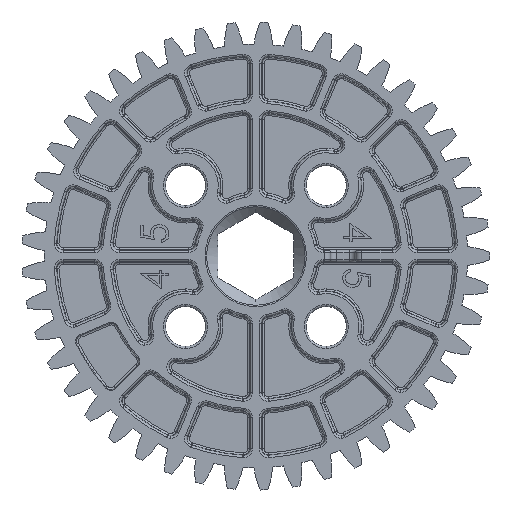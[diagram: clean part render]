
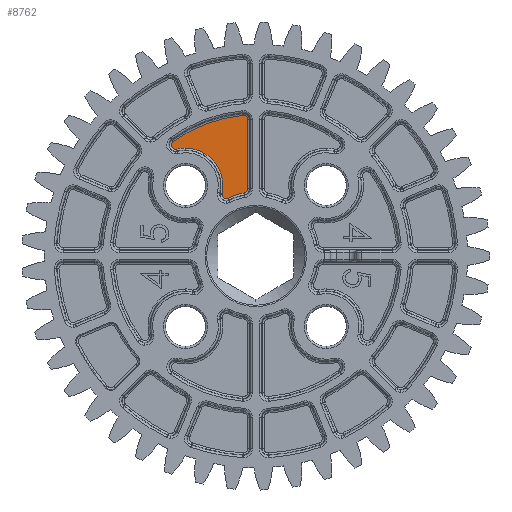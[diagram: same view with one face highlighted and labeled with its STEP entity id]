
A CAD part, left-side view. The second image highlights one B-rep face of the part: STEP entity #8762.
In plain terms, the highlighted planar face has unit normal (-1, 0, 0).
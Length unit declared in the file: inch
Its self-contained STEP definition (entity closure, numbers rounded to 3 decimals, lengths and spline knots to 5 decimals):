
#165 = CARTESIAN_POINT ( 'NONE',  ( -0.03125, 0.0625, 0.68465 ) ) ;
#319 = CARTESIAN_POINT ( 'NONE',  ( -0.03125, 0.0625, 0.33802 ) ) ;
#722 = AXIS2_PLACEMENT_3D ( 'NONE', #48590, #36131, #52633 ) ;
#1659 = EDGE_LOOP ( 'NONE', ( #11231, #8103, #10330, #6639, #15932, #7992, #48363, #10649, #2542, #38599 ) ) ;
#1822 = CARTESIAN_POINT ( 'NONE',  ( -0.03125, 0.0586, 0.31695 ) ) ;
#1905 = DIRECTION ( 'NONE',  ( 0., 0., 1. ) ) ;
#2542 = ORIENTED_EDGE ( 'NONE', *, *, #29725, .T. ) ;
#2774 = CIRCLE ( 'NONE', #47775, 0.02142 ) ;
#3234 = CARTESIAN_POINT ( 'NONE',  ( -0.03125, 0., 0. ) ) ;
#5732 = CIRCLE ( 'NONE', #37751, 0.32233 ) ;
#6639 = ORIENTED_EDGE ( 'NONE', *, *, #23541, .T. ) ;
#7350 = PLANE ( 'NONE',  #41869 ) ;
#7430 = CARTESIAN_POINT ( 'NONE',  ( -0.03125, 0.04108, 0.33802 ) ) ;
#7870 = EDGE_CURVE ( 'NONE', #10172, #47678, #9836, .T. ) ;
#7992 = ORIENTED_EDGE ( 'NONE', *, *, #16346, .T. ) ;
#8103 = ORIENTED_EDGE ( 'NONE', *, *, #7870, .T. ) ;
#8762 = ADVANCED_FACE ( 'NONE', ( #48761 ), #7350, .T. ) ;
#9033 = CARTESIAN_POINT ( 'NONE',  ( -0.03125, 0.04108, 0.68465 ) ) ;
#9836 = CIRCLE ( 'NONE', #30548, 0.02142 ) ;
#9846 = DIRECTION ( 'NONE',  ( 0., 0., 1. ) ) ;
#9917 = CARTESIAN_POINT ( 'NONE',  ( -0.03125, 0.41504, 0.57473 ) ) ;
#10172 = VERTEX_POINT ( 'NONE', #9033 ) ;
#10236 = CIRCLE ( 'NONE', #37898, 0.02142 ) ;
#10330 = ORIENTED_EDGE ( 'NONE', *, *, #35355, .T. ) ;
#10585 = CIRCLE ( 'NONE', #18333, 0.02142 ) ;
#10649 = ORIENTED_EDGE ( 'NONE', *, *, #51815, .T. ) ;
#11231 = ORIENTED_EDGE ( 'NONE', *, *, #25540, .T. ) ;
#13128 = VERTEX_POINT ( 'NONE', #1822 ) ;
#13278 = LINE ( 'NONE', #21927, #19127 ) ;
#13534 = CARTESIAN_POINT ( 'NONE',  ( -0.03125, 0.39749, 0.53653 ) ) ;
#15288 = CARTESIAN_POINT ( 'NONE',  ( -0.03125, 0.35355, 0.54173 ) ) ;
#15932 = ORIENTED_EDGE ( 'NONE', *, *, #23656, .T. ) ;
#16079 = VERTEX_POINT ( 'NONE', #15288 ) ;
#16346 = EDGE_CURVE ( 'NONE', #25560, #16079, #45849, .T. ) ;
#16850 = DIRECTION ( 'NONE',  ( 0., 0., 1. ) ) ;
#17058 = DIRECTION ( 'NONE',  ( 1., 0., 0. ) ) ;
#18333 = AXIS2_PLACEMENT_3D ( 'NONE', #52857, #27982, #23914 ) ;
#18415 = CARTESIAN_POINT ( 'NONE',  ( -0.03125, 0.0625, 0.70608 ) ) ;
#18907 = EDGE_CURVE ( 'NONE', #13128, #42667, #2774, .T. ) ;
#19127 = VECTOR ( 'NONE', #29795, 39.37008 ) ;
#19818 = CARTESIAN_POINT ( 'NONE',  ( -0.03125, 0.40249, 0.55736 ) ) ;
#20905 = DIRECTION ( 'NONE',  ( -1., 0., 0. ) ) ;
#21927 = CARTESIAN_POINT ( 'NONE',  ( -0.03125, 0.04108, 0. ) ) ;
#22003 = CARTESIAN_POINT ( 'NONE',  ( -0.03125, 0.35355, 0.35355 ) ) ;
#22550 = VERTEX_POINT ( 'NONE', #24627 ) ;
#23541 = EDGE_CURVE ( 'NONE', #22550, #48639, #44824, .T. ) ;
#23656 = EDGE_CURVE ( 'NONE', #48639, #25560, #26658, .T. ) ;
#23914 = DIRECTION ( 'NONE',  ( 0., 0., 1. ) ) ;
#24627 = CARTESIAN_POINT ( 'NONE',  ( -0.03125, 0.06445, 0.70599 ) ) ;
#25110 = AXIS2_PLACEMENT_3D ( 'NONE', #22003, #50451, #9846 ) ;
#25540 = EDGE_CURVE ( 'NONE', #42667, #10172, #13278, .T. ) ;
#25560 = VERTEX_POINT ( 'NONE', #13534 ) ;
#26595 = CARTESIAN_POINT ( 'NONE',  ( -0.03125, 0.0625, 0.68465 ) ) ;
#26658 = CIRCLE ( 'NONE', #50025, 0.02142 ) ;
#27982 = DIRECTION ( 'NONE',  ( -1., 0., 0. ) ) ;
#29725 = EDGE_CURVE ( 'NONE', #50396, #13128, #5732, .T. ) ;
#29795 = DIRECTION ( 'NONE',  ( 0., 0., 1. ) ) ;
#30548 = AXIS2_PLACEMENT_3D ( 'NONE', #26595, #43102, #51760 ) ;
#35355 = EDGE_CURVE ( 'NONE', #47678, #22550, #10236, .T. ) ;
#36075 = DIRECTION ( 'NONE',  ( 0., 0., 1. ) ) ;
#36131 = DIRECTION ( 'NONE',  ( -1., 0., 0. ) ) ;
#36255 = VERTEX_POINT ( 'NONE', #50062 ) ;
#37751 = AXIS2_PLACEMENT_3D ( 'NONE', #50914, #46865, #1905 ) ;
#37898 = AXIS2_PLACEMENT_3D ( 'NONE', #165, #53235, #45400 ) ;
#38599 = ORIENTED_EDGE ( 'NONE', *, *, #18907, .T. ) ;
#41869 = AXIS2_PLACEMENT_3D ( 'NONE', #3234, #49020, #49288 ) ;
#42667 = VERTEX_POINT ( 'NONE', #7430 ) ;
#43102 = DIRECTION ( 'NONE',  ( -1., 0., 0. ) ) ;
#43308 = CARTESIAN_POINT ( 'NONE',  ( -0.03125, 0.13927, 0.29069 ) ) ;
#44734 = DIRECTION ( 'NONE',  ( -1., 0., 0. ) ) ;
#44824 = CIRCLE ( 'NONE', #722, 0.70892 ) ;
#45400 = DIRECTION ( 'NONE',  ( 0., 0., 1. ) ) ;
#45849 = CIRCLE ( 'NONE', #25110, 0.18818 ) ;
#46303 = CARTESIAN_POINT ( 'NONE',  ( -0.03125, 0.35355, 0.35355 ) ) ;
#46341 = EDGE_CURVE ( 'NONE', #16079, #36255, #49946, .T. ) ;
#46865 = DIRECTION ( 'NONE',  ( 1., 0., 0. ) ) ;
#47678 = VERTEX_POINT ( 'NONE', #18415 ) ;
#47775 = AXIS2_PLACEMENT_3D ( 'NONE', #319, #20905, #16850 ) ;
#48363 = ORIENTED_EDGE ( 'NONE', *, *, #46341, .T. ) ;
#48590 = CARTESIAN_POINT ( 'NONE',  ( -0.03125, 0., 0. ) ) ;
#48639 = VERTEX_POINT ( 'NONE', #9917 ) ;
#48761 = FACE_OUTER_BOUND ( 'NONE', #1659, .T. ) ;
#49020 = DIRECTION ( 'NONE',  ( -1., 0., 0. ) ) ;
#49288 = DIRECTION ( 'NONE',  ( 0., 0., 1. ) ) ;
#49573 = DIRECTION ( 'NONE',  ( 0., 0., 1. ) ) ;
#49946 = CIRCLE ( 'NONE', #50776, 0.18818 ) ;
#50025 = AXIS2_PLACEMENT_3D ( 'NONE', #19818, #44734, #36075 ) ;
#50062 = CARTESIAN_POINT ( 'NONE',  ( -0.03125, 0.16948, 0.31446 ) ) ;
#50396 = VERTEX_POINT ( 'NONE', #43308 ) ;
#50451 = DIRECTION ( 'NONE',  ( 1., 0., 0. ) ) ;
#50776 = AXIS2_PLACEMENT_3D ( 'NONE', #46303, #17058, #49573 ) ;
#50914 = CARTESIAN_POINT ( 'NONE',  ( -0.03125, 0., 0. ) ) ;
#51760 = DIRECTION ( 'NONE',  ( 0., 0., 1. ) ) ;
#51815 = EDGE_CURVE ( 'NONE', #36255, #50396, #10585, .T. ) ;
#52633 = DIRECTION ( 'NONE',  ( 0., 0., 1. ) ) ;
#52857 = CARTESIAN_POINT ( 'NONE',  ( -0.03125, 0.14852, 0.31001 ) ) ;
#53235 = DIRECTION ( 'NONE',  ( -1., 0., 0. ) ) ;
